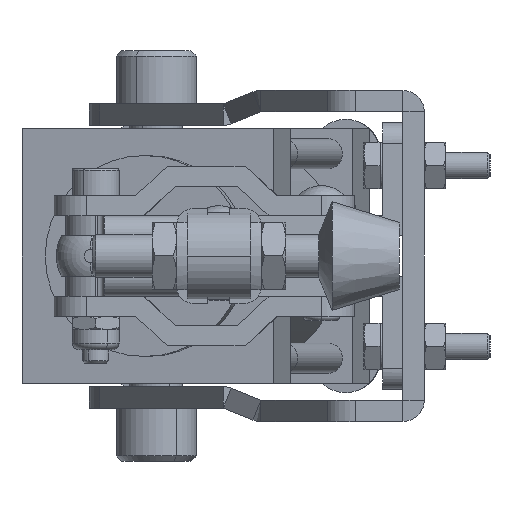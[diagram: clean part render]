
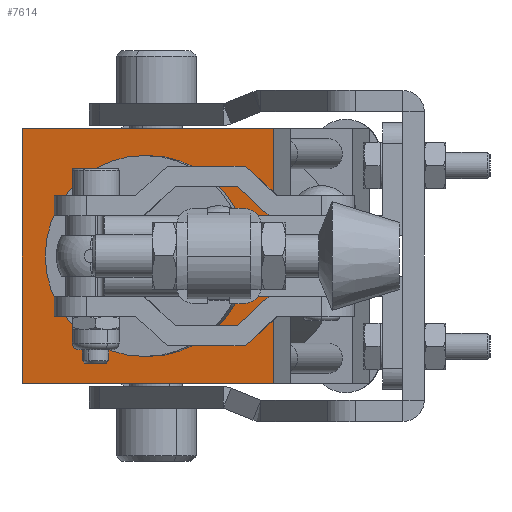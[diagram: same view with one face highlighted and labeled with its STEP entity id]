
A CAD part, left-side view. The second image highlights one B-rep face of the part: STEP entity #7614.
In plain terms, the highlighted planar face has unit normal (-0.987, 0.159, 0).
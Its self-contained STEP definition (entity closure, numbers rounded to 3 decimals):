
#1369 = VERTEX_POINT ( 'NONE', #14735 ) ;
#1742 = FACE_BOUND ( 'NONE', #13825, .T. ) ;
#2277 = ORIENTED_EDGE ( 'NONE', *, *, #18288, .T. ) ;
#2553 = VERTEX_POINT ( 'NONE', #16109 ) ;
#3339 = EDGE_CURVE ( 'NONE', #2553, #23127, #27932, .T. ) ;
#4095 = ORIENTED_EDGE ( 'NONE', *, *, #16064, .T. ) ;
#4612 = CARTESIAN_POINT ( 'NONE',  ( 14.414, 60.028, 19. ) ) ;
#5321 = CARTESIAN_POINT ( 'NONE',  ( 16.103, 70.551, 0. ) ) ;
#5634 = CARTESIAN_POINT ( 'NONE',  ( 14.414, 60.028, -19. ) ) ;
#5698 = DIRECTION ( 'NONE',  ( 0., 0., 1. ) ) ;
#7614 = ADVANCED_FACE ( 'NONE', ( #1742, #14489 ), #14611, .T. ) ;
#7702 = VECTOR ( 'NONE', #20448, 1000. ) ;
#8004 = DIRECTION ( 'NONE',  ( -0.159, -0.987, 0. ) ) ;
#8106 = AXIS2_PLACEMENT_3D ( 'NONE', #30888, #15154, #5698 ) ;
#8408 = LINE ( 'NONE', #10925, #7702 ) ;
#10925 = CARTESIAN_POINT ( 'NONE',  ( 14.414, 60.028, 19. ) ) ;
#10949 = AXIS2_PLACEMENT_3D ( 'NONE', #27985, #13670, #30369 ) ;
#12268 = VECTOR ( 'NONE', #15548, 1000. ) ;
#12741 = CARTESIAN_POINT ( 'NONE',  ( 8.389, 22.509, 19. ) ) ;
#13188 = VECTOR ( 'NONE', #8004, 1000. ) ;
#13242 = EDGE_CURVE ( 'NONE', #20871, #1369, #18650, .T. ) ;
#13310 = LINE ( 'NONE', #12741, #24560 ) ;
#13670 = DIRECTION ( 'NONE',  ( -0.987, 0.159, 0. ) ) ;
#13805 = VERTEX_POINT ( 'NONE', #27936 ) ;
#13825 = EDGE_LOOP ( 'NONE', ( #26336, #19398 ) ) ;
#14273 = AXIS2_PLACEMENT_3D ( 'NONE', #5321, #26213, #25999 ) ;
#14489 = FACE_OUTER_BOUND ( 'NONE', #25892, .T. ) ;
#14575 = ORIENTED_EDGE ( 'NONE', *, *, #13242, .T. ) ;
#14611 = PLANE ( 'NONE',  #14273 ) ;
#14735 = CARTESIAN_POINT ( 'NONE',  ( 14.414, 60.028, -19. ) ) ;
#15154 = DIRECTION ( 'NONE',  ( -0.987, 0.159, 0. ) ) ;
#15548 = DIRECTION ( 'NONE',  ( 0., 0., -1. ) ) ;
#16064 = EDGE_CURVE ( 'NONE', #13805, #20871, #8408, .T. ) ;
#16109 = CARTESIAN_POINT ( 'NONE',  ( 11.401, 41.268, -15. ) ) ;
#16695 = EDGE_CURVE ( 'NONE', #23127, #2553, #27428, .T. ) ;
#18288 = EDGE_CURVE ( 'NONE', #23680, #13805, #13310, .T. ) ;
#18650 = LINE ( 'NONE', #25970, #12268 ) ;
#19398 = ORIENTED_EDGE ( 'NONE', *, *, #3339, .F. ) ;
#20448 = DIRECTION ( 'NONE',  ( 0.159, 0.987, 0. ) ) ;
#20871 = VERTEX_POINT ( 'NONE', #4612 ) ;
#22823 = CARTESIAN_POINT ( 'NONE',  ( 11.401, 41.268, 15. ) ) ;
#23127 = VERTEX_POINT ( 'NONE', #22823 ) ;
#23461 = EDGE_CURVE ( 'NONE', #1369, #23680, #26667, .T. ) ;
#23680 = VERTEX_POINT ( 'NONE', #28215 ) ;
#24560 = VECTOR ( 'NONE', #29458, 1000. ) ;
#25892 = EDGE_LOOP ( 'NONE', ( #4095, #14575, #30787, #2277 ) ) ;
#25970 = CARTESIAN_POINT ( 'NONE',  ( 14.414, 60.028, 19. ) ) ;
#25999 = DIRECTION ( 'NONE',  ( 0., 0., 1. ) ) ;
#26213 = DIRECTION ( 'NONE',  ( -0.987, 0.159, 0. ) ) ;
#26336 = ORIENTED_EDGE ( 'NONE', *, *, #16695, .F. ) ;
#26667 = LINE ( 'NONE', #5634, #13188 ) ;
#27428 = CIRCLE ( 'NONE', #10949, 15. ) ;
#27932 = CIRCLE ( 'NONE', #8106, 15. ) ;
#27936 = CARTESIAN_POINT ( 'NONE',  ( 8.389, 22.509, 19. ) ) ;
#27985 = CARTESIAN_POINT ( 'NONE',  ( 11.401, 41.268, 0. ) ) ;
#28215 = CARTESIAN_POINT ( 'NONE',  ( 8.389, 22.509, -19. ) ) ;
#29458 = DIRECTION ( 'NONE',  ( 0., 0., 1. ) ) ;
#30369 = DIRECTION ( 'NONE',  ( 0., 0., 1. ) ) ;
#30787 = ORIENTED_EDGE ( 'NONE', *, *, #23461, .T. ) ;
#30888 = CARTESIAN_POINT ( 'NONE',  ( 11.401, 41.268, 0. ) ) ;
